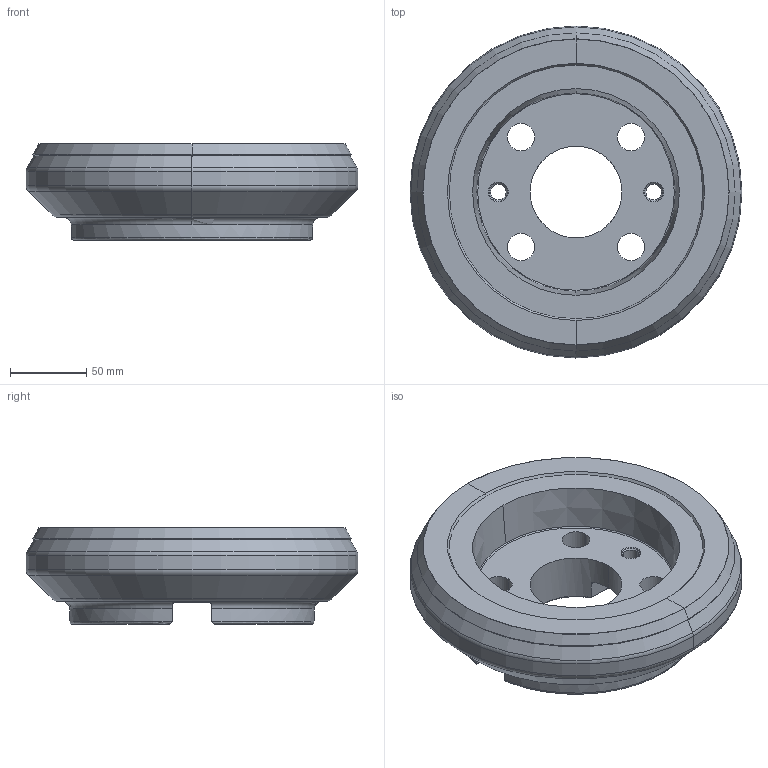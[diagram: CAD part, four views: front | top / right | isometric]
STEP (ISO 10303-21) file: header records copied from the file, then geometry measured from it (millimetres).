
FILE_DESCRIPTION((''),'2;1');
FILE_NAME('6MDK200R01_ASM','2009-07-03T',('Lehmann'),(''),'PRO/ENGINEER BY PARAMETRIC TECHNOLOGY CORPORATION, 2007460','PRO/ENGINEER BY PARAMETRIC TECHNOLOGY CORPORATION, 2007460','');
FILE_SCHEMA(('CONFIG_CONTROL_DESIGN'));
Length unit declared in the file: millimetre
Products named in the file (3): 6MDK200R01_HSG; SCHNEIDE; 6MDK200R01_ASM
Assembly tree (2 placements, depth 2):
  6MDK200R01_ASM
    6MDK200R01_HSG
    SCHNEIDE
Bounding box: 217 x 217 x 62.99 mm (x, y, z)
Volume: 1379941.2 mm3; surface area: 152225.3 mm2
Topology: 2 solids, 4 shells, 96 faces, 224 edges, 132 vertices
Faces by surface type: cylinder 26, revolution 24, plane 16, cone 16, torus 14
Entity records: 4254 total; most frequent: CARTESIAN_POINT 1917, DIRECTION 484, ORIENTED_EDGE 440, EDGE_CURVE 224, AXIS2_PLACEMENT_3D 201, VERTEX_POINT 132, CIRCLE 122, EDGE_LOOP 112
